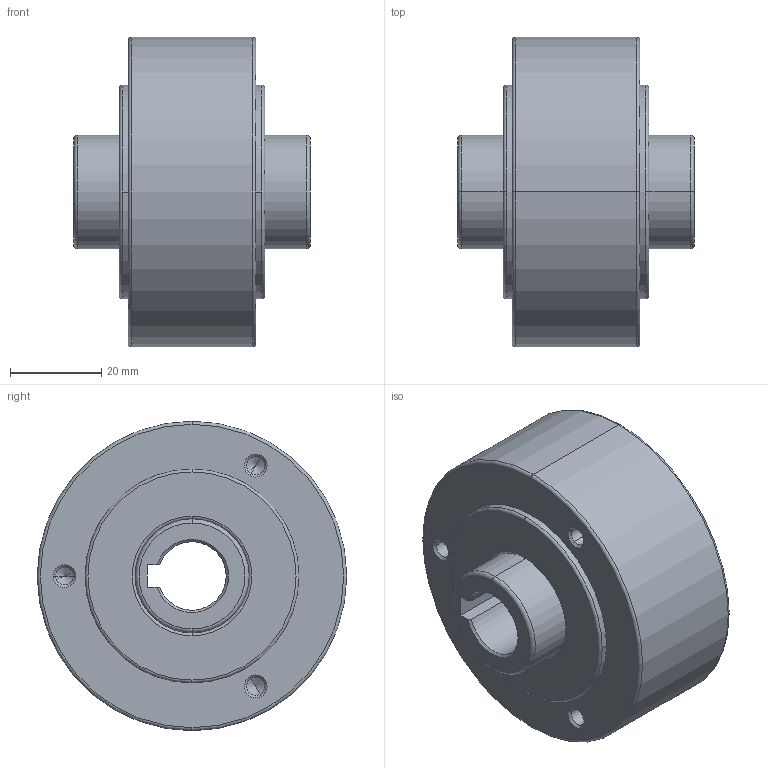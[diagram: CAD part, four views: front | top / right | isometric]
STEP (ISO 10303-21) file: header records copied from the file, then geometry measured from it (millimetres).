
FILE_DESCRIPTION(('STEP AP214'),'1');
FILE_NAME('gl_15.stp','2019-09-14T10:16:31',('TraceParts'),('TraceParts S.A.'),'Spatial InterOp 3D',' ',' ');
FILE_SCHEMA(('AUTOMOTIVE_DESIGN { 1 0 10303 214 1 1 1 1 }'));
Length unit declared in the file: millimetre
Products named in the file (1): gl_15
Bounding box: 52 x 68 x 68 mm (x, y, z)
Volume: 107703.1 mm3; surface area: 19431.9 mm2
Topology: 1 solids, 5 shells, 127 faces, 301 edges, 184 vertices
Faces by surface type: cylinder 44, cone 40, torus 24, plane 19
Entity records: 3672 total; most frequent: DIRECTION 735, CARTESIAN_POINT 609, ORIENTED_EDGE 578, AXIS2_PLACEMENT_3D 322, EDGE_CURVE 289, CIRCLE 194, VERTEX_POINT 184, EDGE_LOOP 149
